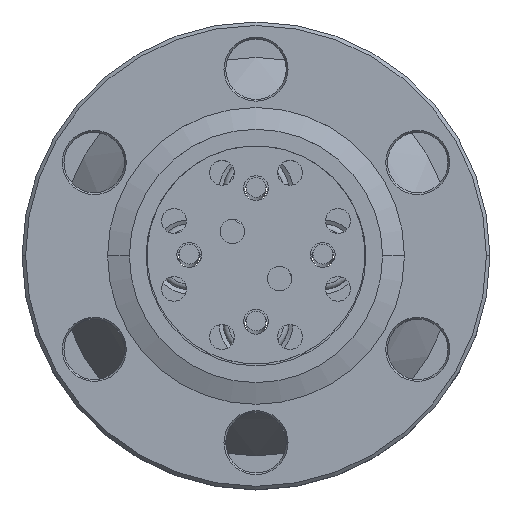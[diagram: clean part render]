
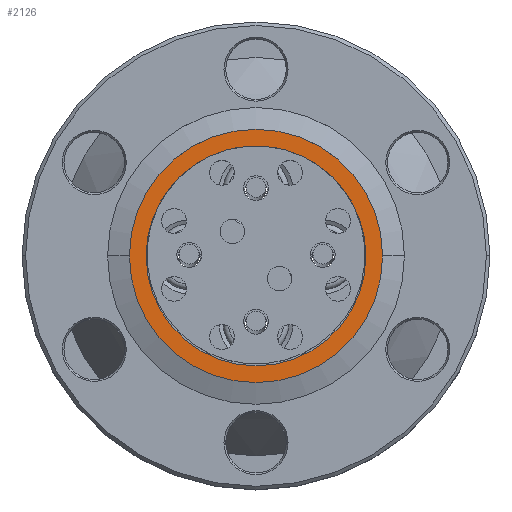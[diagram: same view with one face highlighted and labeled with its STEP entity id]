
A CAD part, top view. The second image highlights one B-rep face of the part: STEP entity #2126.
In plain terms, the highlighted face is planar.
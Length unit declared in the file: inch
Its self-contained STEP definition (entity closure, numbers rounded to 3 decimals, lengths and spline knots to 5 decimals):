
#2057 = EDGE_CURVE ( 'NONE', #2242, #2114, #6918, .T. ) ;
#2075 = EDGE_CURVE ( 'NONE', #2076, #2077, #7019, .T. ) ;
#2076 = VERTEX_POINT ( 'NONE', #7015 ) ;
#2077 = VERTEX_POINT ( 'NONE', #7014 ) ;
#2114 = VERTEX_POINT ( 'NONE', #7021 ) ;
#2126 = ADVANCED_FACE ( 'NONE', ( #7071, #7070 ), #7069, .F. ) ;
#2164 = EDGE_LOOP ( 'NONE', ( #2165, #2166 ) ) ;
#2165 = ORIENTED_EDGE ( 'NONE', *, *, #2057, .F. ) ;
#2166 = ORIENTED_EDGE ( 'NONE', *, *, #2167, .F. ) ;
#2167 = EDGE_CURVE ( 'NONE', #2114, #2242, #7169, .T. ) ;
#2222 = ORIENTED_EDGE ( 'NONE', *, *, #2075, .T. ) ;
#2242 = VERTEX_POINT ( 'NONE', #7482 ) ;
#2255 = EDGE_LOOP ( 'NONE', ( #2256, #2222 ) ) ;
#2256 = ORIENTED_EDGE ( 'NONE', *, *, #2257, .T. ) ;
#2257 = EDGE_CURVE ( 'NONE', #2077, #2076, #7297, .T. ) ;
#6918 = CIRCLE ( 'NONE', #6948, 0.36 ) ;
#6945 = DIRECTION ( 'NONE',  ( 0., 0., -1. ) ) ;
#6946 = DIRECTION ( 'NONE',  ( 1., 0., 0. ) ) ;
#6947 = CARTESIAN_POINT ( 'NONE',  ( 0.051, 0., 0. ) ) ;
#6948 = AXIS2_PLACEMENT_3D ( 'NONE', #6947, #6946, #6945 ) ;
#6959 = CARTESIAN_POINT ( 'NONE',  ( 0.051, 0., 0. ) ) ;
#7014 = CARTESIAN_POINT ( 'NONE',  ( 0.051, 0., -0.3125 ) ) ;
#7015 = CARTESIAN_POINT ( 'NONE',  ( 0.051, 0., 0.3125 ) ) ;
#7016 = DIRECTION ( 'NONE',  ( 0., 0., -1. ) ) ;
#7017 = DIRECTION ( 'NONE',  ( 1., 0., 0. ) ) ;
#7018 = AXIS2_PLACEMENT_3D ( 'NONE', #6959, #7017, #7016 ) ;
#7019 = CIRCLE ( 'NONE', #7018, 0.3125 ) ;
#7021 = CARTESIAN_POINT ( 'NONE',  ( 0.051, 0., -0.36 ) ) ;
#7064 = DIRECTION ( 'NONE',  ( 0., 0., -1. ) ) ;
#7065 = DIRECTION ( 'NONE',  ( 1., 0., 0. ) ) ;
#7066 = AXIS2_PLACEMENT_3D ( 'NONE', #7068, #7065, #7064 ) ;
#7068 = CARTESIAN_POINT ( 'NONE',  ( 0.051, 0., 0. ) ) ;
#7069 = PLANE ( 'NONE',  #7066 ) ;
#7070 = FACE_OUTER_BOUND ( 'NONE', #2164, .T. ) ;
#7071 = FACE_BOUND ( 'NONE', #2255, .T. ) ;
#7165 = DIRECTION ( 'NONE',  ( 0., 0., -1. ) ) ;
#7166 = DIRECTION ( 'NONE',  ( 1., 0., 0. ) ) ;
#7167 = CARTESIAN_POINT ( 'NONE',  ( 0.051, 0., 0. ) ) ;
#7168 = AXIS2_PLACEMENT_3D ( 'NONE', #7167, #7166, #7165 ) ;
#7169 = CIRCLE ( 'NONE', #7168, 0.36 ) ;
#7293 = DIRECTION ( 'NONE',  ( 0., 0., -1. ) ) ;
#7294 = DIRECTION ( 'NONE',  ( 1., 0., 0. ) ) ;
#7295 = CARTESIAN_POINT ( 'NONE',  ( 0.051, 0., 0. ) ) ;
#7296 = AXIS2_PLACEMENT_3D ( 'NONE', #7295, #7294, #7293 ) ;
#7297 = CIRCLE ( 'NONE', #7296, 0.3125 ) ;
#7482 = CARTESIAN_POINT ( 'NONE',  ( 0.051, 0., 0.36 ) ) ;
